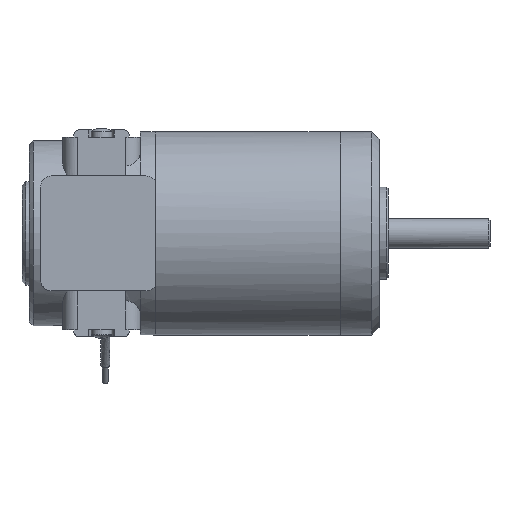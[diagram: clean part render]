
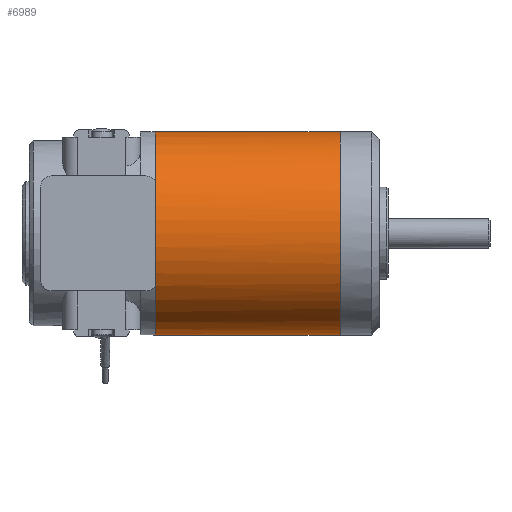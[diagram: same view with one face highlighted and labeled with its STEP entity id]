
A CAD part, front view. The second image highlights one B-rep face of the part: STEP entity #6989.
In plain terms, the highlighted cylindrical face has radius 27.5 mm (diameter 55 mm), a full revolution.
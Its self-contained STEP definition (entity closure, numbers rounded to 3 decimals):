
#173 = DIRECTION ( 'NONE',  ( 0., 0., 1. ) ) ;
#175 = DIRECTION ( 'NONE',  ( -1., 0., 0. ) ) ;
#188 = CARTESIAN_POINT ( 'NONE',  ( 48., 0., 0. ) ) ;
#198 = CYLINDRICAL_SURFACE ( 'NONE', #2283, 27.5 ) ;
#206 = FACE_OUTER_BOUND ( 'NONE', #7188, .T. ) ;
#207 = FACE_OUTER_BOUND ( 'NONE', #1095, .T. ) ;
#300 = ORIENTED_EDGE ( 'NONE', *, *, #5968, .T. ) ;
#1095 = EDGE_LOOP ( 'NONE', ( #3710 ) ) ;
#1099 = DIRECTION ( 'NONE',  ( 0., 0., -1. ) ) ;
#1111 = DIRECTION ( 'NONE',  ( 1., 0., 0. ) ) ;
#1113 = CARTESIAN_POINT ( 'NONE',  ( -2., 0., 0. ) ) ;
#1706 = CARTESIAN_POINT ( 'NONE',  ( -2., -27.5, 0. ) ) ;
#1905 = CARTESIAN_POINT ( 'NONE',  ( -2., -23.575, -14.158 ) ) ;
#2283 = AXIS2_PLACEMENT_3D ( 'NONE', #188, #175, #173 ) ;
#3008 = ORIENTED_EDGE ( 'NONE', *, *, #6248, .T. ) ;
#3081 = DIRECTION ( 'NONE',  ( 0., 0., -1. ) ) ;
#3087 = DIRECTION ( 'NONE',  ( 1., 0., 0. ) ) ;
#3089 = CARTESIAN_POINT ( 'NONE',  ( 48., 0., 0. ) ) ;
#3102 = DIRECTION ( 'NONE',  ( 0., 0., -1. ) ) ;
#3104 = DIRECTION ( 'NONE',  ( 1., 0., 0. ) ) ;
#3122 = CARTESIAN_POINT ( 'NONE',  ( -2., 0., 0. ) ) ;
#3172 = VERTEX_POINT ( 'NONE', #1905 ) ;
#3494 = AXIS2_PLACEMENT_3D ( 'NONE', #1113, #1111, #1099 ) ;
#3608 = CIRCLE ( 'NONE', #3494, 27.5 ) ;
#3710 = ORIENTED_EDGE ( 'NONE', *, *, #6257, .F. ) ;
#4170 = CARTESIAN_POINT ( 'NONE',  ( -2., -23.575, 14.158 ) ) ;
#4830 = DIRECTION ( 'NONE',  ( 0., 0., -1. ) ) ;
#4832 = DIRECTION ( 'NONE',  ( 1., 0., 0. ) ) ;
#4842 = CARTESIAN_POINT ( 'NONE',  ( -2., 0., 0. ) ) ;
#5694 = AXIS2_PLACEMENT_3D ( 'NONE', #3089, #3087, #3081 ) ;
#5695 = CIRCLE ( 'NONE', #5694, 27.5 ) ;
#5815 = AXIS2_PLACEMENT_3D ( 'NONE', #3122, #3104, #3102 ) ;
#5821 = CIRCLE ( 'NONE', #5815, 27.5 ) ;
#5968 = EDGE_CURVE ( 'Defeature ausgef�hrt1_260+Defeature ausgef�hrt1_97+Defeature ausgef�hrt1_33+Defeature ausgef�hrt1_261', #8253, #3172, #6849, .T. ) ;
#6248 = EDGE_CURVE ( 'Defeature ausgef�hrt1_260+Defeature ausgef�hrt1_261+Defeature ausgef�hrt1_97+Defeature ausgef�hrt1_33', #3172, #7437, #5821, .T. ) ;
#6257 = EDGE_CURVE ( 'NONE', #8330, #8330, #5695, .T. ) ;
#6721 = EDGE_CURVE ( 'Defeature ausgef�hrt1_260+Defeature ausgef�hrt1_33+Defeature ausgef�hrt1_261+Defeature ausgef�hrt1_97', #7437, #8253, #3608, .T. ) ;
#6847 = AXIS2_PLACEMENT_3D ( 'NONE', #4842, #4832, #4830 ) ;
#6849 = CIRCLE ( 'NONE', #6847, 27.5 ) ;
#6989 = ADVANCED_FACE ( 'Defeature ausgef�hrt1_260', ( #207, #206 ), #198, .T. ) ;
#7025 = ORIENTED_EDGE ( 'NONE', *, *, #6721, .T. ) ;
#7188 = EDGE_LOOP ( 'NONE', ( #7025, #300, #3008 ) ) ;
#7437 = VERTEX_POINT ( 'NONE', #4170 ) ;
#8253 = VERTEX_POINT ( 'NONE', #1706 ) ;
#8323 = CARTESIAN_POINT ( 'NONE',  ( 48., 0., -27.5 ) ) ;
#8330 = VERTEX_POINT ( 'NONE', #8323 ) ;
